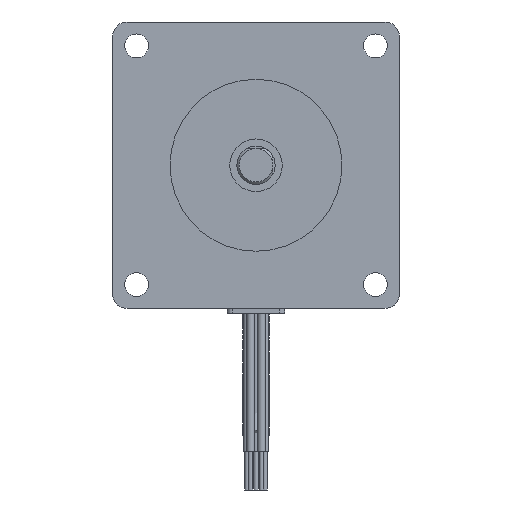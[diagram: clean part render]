
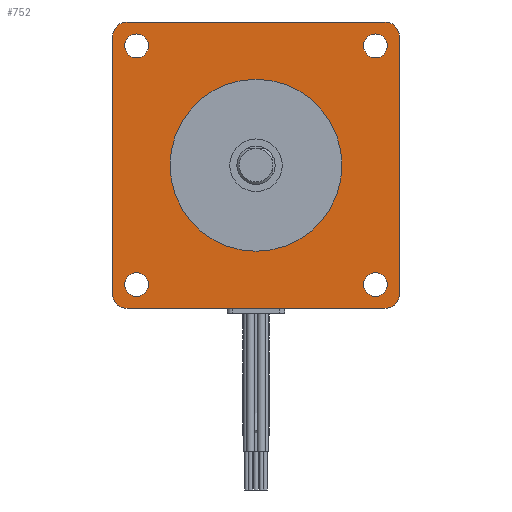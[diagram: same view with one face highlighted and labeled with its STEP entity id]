
A CAD part, front view. The second image highlights one B-rep face of the part: STEP entity #752.
In plain terms, the highlighted planar face has unit normal (0, -1, 0).
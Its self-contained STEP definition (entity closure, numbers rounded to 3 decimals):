
#752 = ADVANCED_FACE( '', ( #1511, #1512, #1513, #1514, #1515, #1516 ), #1517, .F. );
#1511 = FACE_OUTER_BOUND( '', #2784, .T. );
#1512 = FACE_BOUND( '', #2785, .T. );
#1513 = FACE_BOUND( '', #2786, .T. );
#1514 = FACE_BOUND( '', #2787, .T. );
#1515 = FACE_BOUND( '', #2788, .T. );
#1516 = FACE_BOUND( '', #2789, .T. );
#1517 = PLANE( '', #2790 );
#2784 = EDGE_LOOP( '', ( #4633, #4634, #4635, #4636, #4637, #4638, #4639, #4640 ) );
#2785 = EDGE_LOOP( '', ( #4641 ) );
#2786 = EDGE_LOOP( '', ( #4642 ) );
#2787 = EDGE_LOOP( '', ( #4643 ) );
#2788 = EDGE_LOOP( '', ( #4644 ) );
#2789 = EDGE_LOOP( '', ( #4645 ) );
#2790 = AXIS2_PLACEMENT_3D( '', #4646, #4647, #4648 );
#4633 = ORIENTED_EDGE( '', *, *, #4998, .T. );
#4634 = ORIENTED_EDGE( '', *, *, #4802, .F. );
#4635 = ORIENTED_EDGE( '', *, *, #5445, .T. );
#4636 = ORIENTED_EDGE( '', *, *, #5339, .F. );
#4637 = ORIENTED_EDGE( '', *, *, #5382, .T. );
#4638 = ORIENTED_EDGE( '', *, *, #5375, .F. );
#4639 = ORIENTED_EDGE( '', *, *, #5236, .T. );
#4640 = ORIENTED_EDGE( '', *, *, #5164, .F. );
#4641 = ORIENTED_EDGE( '', *, *, #5434, .T. );
#4642 = ORIENTED_EDGE( '', *, *, #5294, .T. );
#4643 = ORIENTED_EDGE( '', *, *, #5162, .T. );
#4644 = ORIENTED_EDGE( '', *, *, #5466, .T. );
#4645 = ORIENTED_EDGE( '', *, *, #4824, .T. );
#4646 = CARTESIAN_POINT( '', ( 0., 0., 0. ) );
#4647 = DIRECTION( '', ( 0., 1., 0. ) );
#4648 = DIRECTION( '', ( 0., 0., 1. ) );
#4802 = EDGE_CURVE( '', #5592, #5593, #5594, .T. );
#4824 = EDGE_CURVE( '', #5632, #5632, #5633, .T. );
#4998 = EDGE_CURVE( '', #5915, #5593, #5916, .F. );
#5162 = EDGE_CURVE( '', #6155, #6155, #6156, .T. );
#5164 = EDGE_CURVE( '', #5915, #6158, #6159, .T. );
#5236 = EDGE_CURVE( '', #6258, #6158, #6259, .F. );
#5294 = EDGE_CURVE( '', #6342, #6342, #6343, .T. );
#5339 = EDGE_CURVE( '', #6402, #6403, #6404, .T. );
#5375 = EDGE_CURVE( '', #6258, #6450, #6451, .T. );
#5382 = EDGE_CURVE( '', #6402, #6450, #6459, .F. );
#5434 = EDGE_CURVE( '', #6516, #6516, #6517, .T. );
#5445 = EDGE_CURVE( '', #5592, #6403, #6529, .F. );
#5466 = EDGE_CURVE( '', #6551, #6551, #6552, .T. );
#5592 = VERTEX_POINT( '', #6795 );
#5593 = VERTEX_POINT( '', #6796 );
#5594 = LINE( '', #6797, #6798 );
#5632 = VERTEX_POINT( '', #6857 );
#5633 = CIRCLE( '', #6858, 18. );
#5915 = VERTEX_POINT( '', #7257 );
#5916 = CIRCLE( '', #7258, 3. );
#6155 = VERTEX_POINT( '', #7632 );
#6156 = CIRCLE( '', #7633, 2.5 );
#6158 = VERTEX_POINT( '', #7635 );
#6159 = LINE( '', #7636, #7637 );
#6258 = VERTEX_POINT( '', #7780 );
#6259 = CIRCLE( '', #7781, 3. );
#6342 = VERTEX_POINT( '', #7895 );
#6343 = CIRCLE( '', #7896, 2.5 );
#6402 = VERTEX_POINT( '', #7980 );
#6403 = VERTEX_POINT( '', #7981 );
#6404 = LINE( '', #7982, #7983 );
#6450 = VERTEX_POINT( '', #8043 );
#6451 = LINE( '', #8044, #8045 );
#6459 = CIRCLE( '', #8057, 3. );
#6516 = VERTEX_POINT( '', #8125 );
#6517 = CIRCLE( '', #8126, 2.5 );
#6529 = CIRCLE( '', #8141, 3. );
#6551 = VERTEX_POINT( '', #8167 );
#6552 = CIRCLE( '', #8168, 2.5 );
#6795 = CARTESIAN_POINT( '', ( 27., 0., -30. ) );
#6796 = CARTESIAN_POINT( '', ( -27., 0., -30. ) );
#6797 = CARTESIAN_POINT( '', ( 30., 0., -30. ) );
#6798 = VECTOR( '', #8265, 1000. );
#6857 = CARTESIAN_POINT( '', ( 0., 0., 18. ) );
#6858 = AXIS2_PLACEMENT_3D( '', #8293, #8294, #8295 );
#7257 = CARTESIAN_POINT( '', ( -30., 0., -27. ) );
#7258 = AXIS2_PLACEMENT_3D( '', #8515, #8516, #8517 );
#7632 = CARTESIAN_POINT( '', ( -25., 0., 27.5 ) );
#7633 = AXIS2_PLACEMENT_3D( '', #8727, #8728, #8729 );
#7635 = CARTESIAN_POINT( '', ( -30., 0., 27. ) );
#7636 = CARTESIAN_POINT( '', ( -30., 0., -30. ) );
#7637 = VECTOR( '', #8730, 1000. );
#7780 = CARTESIAN_POINT( '', ( -27., 0., 30. ) );
#7781 = AXIS2_PLACEMENT_3D( '', #8824, #8825, #8826 );
#7895 = CARTESIAN_POINT( '', ( -25., 0., -22.5 ) );
#7896 = AXIS2_PLACEMENT_3D( '', #8899, #8900, #8901 );
#7980 = CARTESIAN_POINT( '', ( 30., 0., 27. ) );
#7981 = CARTESIAN_POINT( '', ( 30., 0., -27. ) );
#7982 = CARTESIAN_POINT( '', ( 30., 0., 30. ) );
#7983 = VECTOR( '', #8956, 1000. );
#8043 = CARTESIAN_POINT( '', ( 27., 0., 30. ) );
#8044 = CARTESIAN_POINT( '', ( -30., 0., 30. ) );
#8045 = VECTOR( '', #8995, 1000. );
#8057 = AXIS2_PLACEMENT_3D( '', #9000, #9001, #9002 );
#8125 = CARTESIAN_POINT( '', ( 25., 0., -22.5 ) );
#8126 = AXIS2_PLACEMENT_3D( '', #9053, #9054, #9055 );
#8141 = AXIS2_PLACEMENT_3D( '', #9062, #9063, #9064 );
#8167 = CARTESIAN_POINT( '', ( 25., 0., 22.5 ) );
#8168 = AXIS2_PLACEMENT_3D( '', #9081, #9082, #9083 );
#8265 = DIRECTION( '', ( -1., 0., 0. ) );
#8293 = CARTESIAN_POINT( '', ( 0., 0., 0. ) );
#8294 = DIRECTION( '', ( 0., 1., 0. ) );
#8295 = DIRECTION( '', ( 0., 0., 1. ) );
#8515 = CARTESIAN_POINT( '', ( -27., 0., -27. ) );
#8516 = DIRECTION( '', ( 0., 1., 0. ) );
#8517 = DIRECTION( '', ( 0., 0., 1. ) );
#8727 = CARTESIAN_POINT( '', ( -25., 0., 25. ) );
#8728 = DIRECTION( '', ( 0., 1., 0. ) );
#8729 = DIRECTION( '', ( 0., 0., 1. ) );
#8730 = DIRECTION( '', ( 0., 0., 1. ) );
#8824 = CARTESIAN_POINT( '', ( -27., 0., 27. ) );
#8825 = DIRECTION( '', ( 0., 1., 0. ) );
#8826 = DIRECTION( '', ( 0., 0., 1. ) );
#8899 = CARTESIAN_POINT( '', ( -25., 0., -25. ) );
#8900 = DIRECTION( '', ( 0., 1., 0. ) );
#8901 = DIRECTION( '', ( 0., 0., 1. ) );
#8956 = DIRECTION( '', ( 0., 0., -1. ) );
#8995 = DIRECTION( '', ( 1., 0., 0. ) );
#9000 = CARTESIAN_POINT( '', ( 27., 0., 27. ) );
#9001 = DIRECTION( '', ( 0., 1., 0. ) );
#9002 = DIRECTION( '', ( 0., 0., 1. ) );
#9053 = CARTESIAN_POINT( '', ( 25., 0., -25. ) );
#9054 = DIRECTION( '', ( 0., 1., 0. ) );
#9055 = DIRECTION( '', ( 0., 0., 1. ) );
#9062 = CARTESIAN_POINT( '', ( 27., 0., -27. ) );
#9063 = DIRECTION( '', ( 0., 1., 0. ) );
#9064 = DIRECTION( '', ( 0., 0., 1. ) );
#9081 = CARTESIAN_POINT( '', ( 25., 0., 25. ) );
#9082 = DIRECTION( '', ( 0., 1., 0. ) );
#9083 = DIRECTION( '', ( 0., 0., -1. ) );
